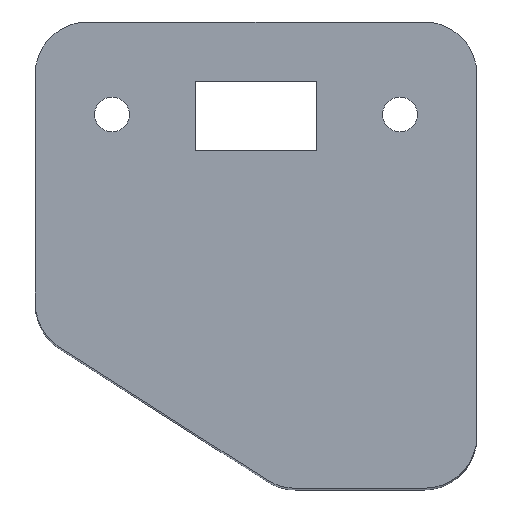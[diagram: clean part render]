
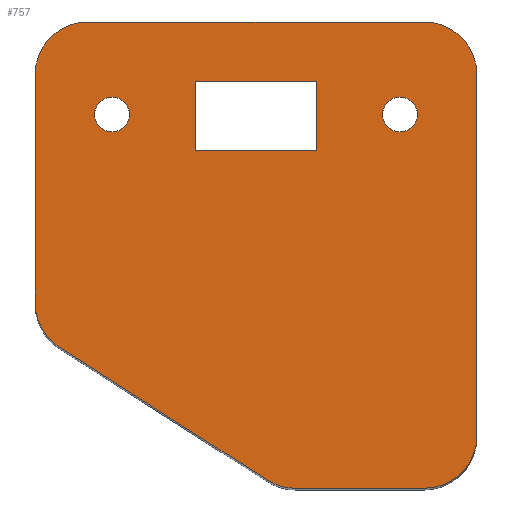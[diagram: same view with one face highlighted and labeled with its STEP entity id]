
A CAD part, top view. The second image highlights one B-rep face of the part: STEP entity #757.
In plain terms, the highlighted planar face has unit normal (0, 0, 1).
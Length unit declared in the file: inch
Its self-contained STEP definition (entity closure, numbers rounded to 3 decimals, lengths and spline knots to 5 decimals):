
#17=FACE_BOUND('',#115,.T.);
#18=FACE_BOUND('',#116,.T.);
#19=FACE_BOUND('',#117,.T.);
#37=PLANE('',#833);
#73=FACE_OUTER_BOUND('',#114,.T.);
#114=EDGE_LOOP('',(#618,#619,#620,#621,#622,#623,#624,#625,#626,#627));
#115=EDGE_LOOP('',(#628));
#116=EDGE_LOOP('',(#629));
#117=EDGE_LOOP('',(#630,#631,#632,#633));
#177=LINE('',#1193,#257);
#181=LINE('',#1202,#261);
#184=LINE('',#1210,#264);
#187=LINE('',#1219,#267);
#189=LINE('',#1226,#269);
#190=LINE('',#1230,#270);
#191=LINE('',#1232,#271);
#192=LINE('',#1234,#272);
#193=LINE('',#1235,#273);
#257=VECTOR('',#964,0.3937);
#261=VECTOR('',#974,0.3937);
#264=VECTOR('',#983,0.3937);
#267=VECTOR('',#994,0.3937);
#269=VECTOR('',#1002,0.3937);
#270=VECTOR('',#1005,0.3937);
#271=VECTOR('',#1006,0.3937);
#272=VECTOR('',#1007,0.3937);
#273=VECTOR('',#1008,0.3937);
#305=CIRCLE('',#803,0.05);
#307=CIRCLE('',#806,0.05);
#316=CIRCLE('',#822,0.15);
#317=CIRCLE('',#825,0.15);
#318=CIRCLE('',#829,0.15);
#319=CIRCLE('',#832,0.15);
#320=CIRCLE('',#834,0.15);
#349=VERTEX_POINT('',#1131);
#351=VERTEX_POINT('',#1137);
#371=VERTEX_POINT('',#1190);
#372=VERTEX_POINT('',#1192);
#373=VERTEX_POINT('',#1196);
#374=VERTEX_POINT('',#1200);
#375=VERTEX_POINT('',#1204);
#376=VERTEX_POINT('',#1208);
#377=VERTEX_POINT('',#1213);
#378=VERTEX_POINT('',#1217);
#379=VERTEX_POINT('',#1221);
#380=VERTEX_POINT('',#1225);
#381=VERTEX_POINT('',#1228);
#382=VERTEX_POINT('',#1229);
#383=VERTEX_POINT('',#1231);
#384=VERTEX_POINT('',#1233);
#425=EDGE_CURVE('',#349,#349,#305,.T.);
#428=EDGE_CURVE('',#351,#351,#307,.T.);
#456=EDGE_CURVE('',#372,#371,#177,.T.);
#459=EDGE_CURVE('',#371,#373,#316,.T.);
#461=EDGE_CURVE('',#373,#374,#181,.T.);
#463=EDGE_CURVE('',#374,#375,#317,.T.);
#465=EDGE_CURVE('',#375,#376,#184,.T.);
#467=EDGE_CURVE('',#376,#377,#318,.T.);
#469=EDGE_CURVE('',#377,#378,#187,.T.);
#471=EDGE_CURVE('',#378,#379,#319,.T.);
#472=EDGE_CURVE('',#379,#380,#189,.T.);
#473=EDGE_CURVE('',#380,#372,#320,.T.);
#474=EDGE_CURVE('',#381,#382,#190,.T.);
#475=EDGE_CURVE('',#382,#383,#191,.T.);
#476=EDGE_CURVE('',#383,#384,#192,.T.);
#477=EDGE_CURVE('',#384,#381,#193,.T.);
#618=ORIENTED_EDGE('',*,*,#472,.T.);
#619=ORIENTED_EDGE('',*,*,#473,.T.);
#620=ORIENTED_EDGE('',*,*,#456,.T.);
#621=ORIENTED_EDGE('',*,*,#459,.T.);
#622=ORIENTED_EDGE('',*,*,#461,.T.);
#623=ORIENTED_EDGE('',*,*,#463,.T.);
#624=ORIENTED_EDGE('',*,*,#465,.T.);
#625=ORIENTED_EDGE('',*,*,#467,.T.);
#626=ORIENTED_EDGE('',*,*,#469,.T.);
#627=ORIENTED_EDGE('',*,*,#471,.T.);
#628=ORIENTED_EDGE('',*,*,#425,.T.);
#629=ORIENTED_EDGE('',*,*,#428,.T.);
#630=ORIENTED_EDGE('',*,*,#474,.T.);
#631=ORIENTED_EDGE('',*,*,#475,.T.);
#632=ORIENTED_EDGE('',*,*,#476,.T.);
#633=ORIENTED_EDGE('',*,*,#477,.T.);
#757=ADVANCED_FACE('',(#73,#17,#18,#19),#37,.T.);
#803=AXIS2_PLACEMENT_3D('',#1132,#908,#909);
#806=AXIS2_PLACEMENT_3D('',#1138,#915,#916);
#822=AXIS2_PLACEMENT_3D('',#1198,#969,#970);
#825=AXIS2_PLACEMENT_3D('',#1206,#978,#979);
#829=AXIS2_PLACEMENT_3D('',#1215,#989,#990);
#832=AXIS2_PLACEMENT_3D('',#1223,#998,#999);
#833=AXIS2_PLACEMENT_3D('',#1224,#1000,#1001);
#834=AXIS2_PLACEMENT_3D('',#1227,#1003,#1004);
#908=DIRECTION('center_axis',(0.,0.,
-1.));
#909=DIRECTION('ref_axis',(1.,0.,0.));
#915=DIRECTION('center_axis',(0.,0.,
-1.));
#916=DIRECTION('ref_axis',(1.,0.,0.));
#964=DIRECTION('',(1.,0.,0.));
#969=DIRECTION('center_axis',(0.,0.,
1.));
#970=DIRECTION('ref_axis',(1.,0.,0.));
#974=DIRECTION('',(0.,1.,0.));
#978=DIRECTION('center_axis',(0.,0.,
1.));
#979=DIRECTION('ref_axis',(1.,0.,0.));
#983=DIRECTION('',(-1.,0.,0.));
#989=DIRECTION('center_axis',(0.,0.,
1.));
#990=DIRECTION('ref_axis',(0.,1.,0.));
#994=DIRECTION('',(0.,-1.,0.));
#998=DIRECTION('center_axis',(0.,0.,
1.));
#999=DIRECTION('ref_axis',(-0.539,-0.843,0.));
#1000=DIRECTION('center_axis',(0.,0.,
1.));
#1001=DIRECTION('ref_axis',(1.,0.,0.));
#1002=DIRECTION('',(0.843,-0.539,0.));
#1003=DIRECTION('center_axis',(0.,0.,
1.));
#1004=DIRECTION('ref_axis',(0.,-1.,0.));
#1005=DIRECTION('',(-1.,0.,0.));
#1006=DIRECTION('',(0.,1.,0.));
#1007=DIRECTION('',(1.,0.,0.));
#1008=DIRECTION('',(0.,-1.,0.));
#1131=CARTESIAN_POINT('',(0.71058,1.175,0.98414));
#1132=CARTESIAN_POINT('Origin',(0.76058,1.175,0.98414));
#1137=CARTESIAN_POINT('',(-0.11442,1.175,0.98414));
#1138=CARTESIAN_POINT('Origin',(-0.06442,1.175,0.98414));
#1190=CARTESIAN_POINT('',(0.83058,0.10441,0.98414));
#1192=CARTESIAN_POINT('',(0.46091,0.10441,0.98414));
#1193=CARTESIAN_POINT('',(-0.28442,0.10441,0.98414));
#1196=CARTESIAN_POINT('',(0.98058,0.25441,0.98414));
#1198=CARTESIAN_POINT('Origin',(0.83058,0.25441,0.98414));
#1200=CARTESIAN_POINT('',(0.98058,1.29,0.98414));
#1202=CARTESIAN_POINT('',(0.98058,0.25441,0.98414));
#1204=CARTESIAN_POINT('',(0.83058,1.44,0.98414));
#1206=CARTESIAN_POINT('Origin',(0.83058,1.29,0.98414));
#1208=CARTESIAN_POINT('',(-0.13442,1.44,0.98414));
#1210=CARTESIAN_POINT('',(0.83058,1.44,0.98414));
#1213=CARTESIAN_POINT('',(-0.28442,1.29,0.98414));
#1215=CARTESIAN_POINT('Origin',(-0.13442,1.29,0.98414));
#1217=CARTESIAN_POINT('',(-0.28442,0.635,0.98414));
#1219=CARTESIAN_POINT('',(-0.28442,1.29,0.98414));
#1221=CARTESIAN_POINT('',(-0.21522,0.50862,0.98414));
#1223=CARTESIAN_POINT('Origin',(-0.13442,0.635,0.98414));
#1224=CARTESIAN_POINT('Origin',(0.34808,0.77221,0.98414));
#1225=CARTESIAN_POINT('',(0.38012,0.12803,0.98414));
#1226=CARTESIAN_POINT('',(0.38012,0.12803,0.98414));
#1227=CARTESIAN_POINT('Origin',(0.46091,0.25441,0.98414));
#1228=CARTESIAN_POINT('',(0.52208,1.073,0.98414));
#1229=CARTESIAN_POINT('',(0.17408,1.073,0.98414));
#1230=CARTESIAN_POINT('',(0.52208,1.073,0.98414));
#1231=CARTESIAN_POINT('',(0.17408,1.27,0.98414));
#1232=CARTESIAN_POINT('',(0.17408,1.073,0.98414));
#1233=CARTESIAN_POINT('',(0.52208,1.27,0.98414));
#1234=CARTESIAN_POINT('',(0.17408,1.27,0.98414));
#1235=CARTESIAN_POINT('',(0.52208,1.27,0.98414));
